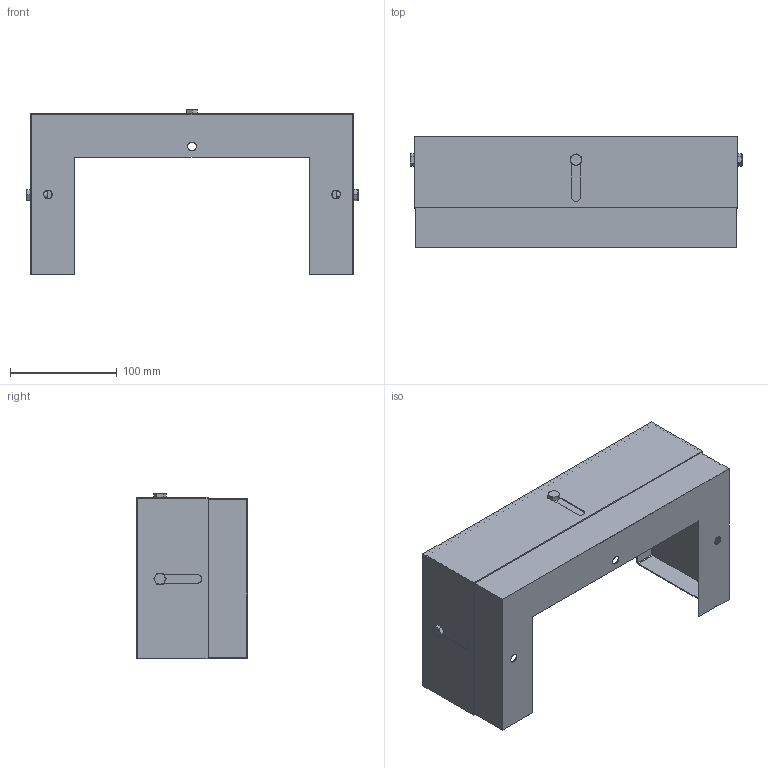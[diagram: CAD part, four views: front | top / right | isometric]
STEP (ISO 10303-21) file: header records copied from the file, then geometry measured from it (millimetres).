
FILE_DESCRIPTION (( 'STEP AP214' ), '1' );
FILE_NAME ('IND-KOMP-2500-1 Êîìïåíñàòîð âûñîòû äëÿ ÓÝÐÌ-Õ-2500 (ê-ò 2øò.).STEP', '2016-11-03T12:18:13', ( 'user' ), ( '' ), 'SwSTEP 2.0', 'SolidWorks 2014', '' );
FILE_SCHEMA (( 'AUTOMOTIVE_DESIGN' ));
Length unit declared in the file: millimetre
Products named in the file (4): IND-KOMP-2500-1 Êîìïåíñàòîð âûñîòû äëÿ ÓÝÐÌ-Õ-2500 (ê-ò 2øò.); 眈翴錪 100 (2500); Êîìïåíñàòîð; 令腧 M6x16 梦岩 7798-70_伄 M6x16 儙憭 7798-70
Assembly tree (5 placements, depth 2):
  IND-KOMP-2500-1 Êîìïåíñàòîð âûñîòû äëÿ ÓÝÐÌ-Õ-2500 (ê-ò 2øò.)
    眈翴錪 100 (2500)
    Êîìïåíñàòîð
    令腧 M6x16 梦岩 7798-70_伄 M6x16 儙憭 7798-70  x3
Bounding box: 311 x 104 x 155.5 mm (x, y, z)
Volume: 136989.6 mm3; surface area: 273112.8 mm2
Topology: 5 solids, 5 shells, 128 faces, 318 edges, 206 vertices
Faces by surface type: plane 86, cylinder 24, cone 18
Entity records: 3132 total; most frequent: CARTESIAN_POINT 570, ORIENTED_EDGE 492, DIRECTION 484, EDGE_CURVE 246, LINE 188, VECTOR 188, VERTEX_POINT 162, AXIS2_PLACEMENT_3D 148
